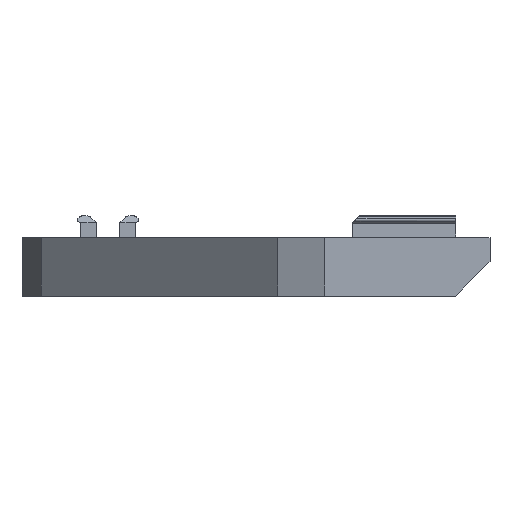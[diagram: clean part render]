
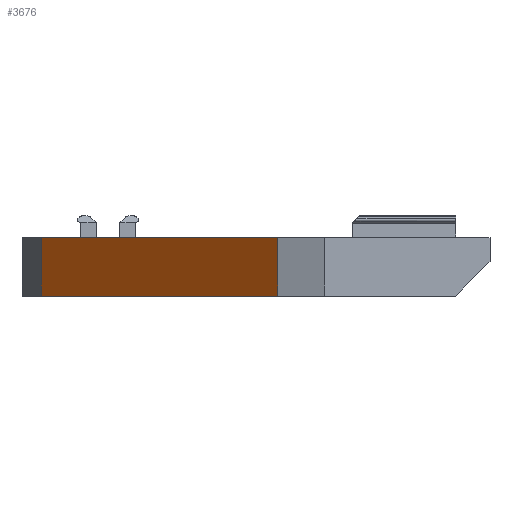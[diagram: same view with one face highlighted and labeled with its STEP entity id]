
A CAD part, front view. The second image highlights one B-rep face of the part: STEP entity #3676.
In plain terms, the highlighted planar face has unit normal (-0.707, -0.707, 0).
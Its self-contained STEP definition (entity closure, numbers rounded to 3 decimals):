
#331=FACE_OUTER_BOUND('',#527,.T.);
#527=EDGE_LOOP('',(#3322,#3323,#3324,#3325));
#561=LINE('',#4796,#1005);
#739=LINE('',#5265,#1183);
#972=LINE('',#6134,#1416);
#973=LINE('',#6136,#1417);
#1005=VECTOR('',#3949,10.);
#1183=VECTOR('',#4209,10.);
#1416=VECTOR('',#4722,10.);
#1417=VECTOR('',#4725,10.);
#1440=VERTEX_POINT('',#4793);
#1441=VERTEX_POINT('',#4795);
#1598=VERTEX_POINT('',#5262);
#1599=VERTEX_POINT('',#5264);
#1787=EDGE_CURVE('',#1440,#1441,#561,.T.);
#1988=EDGE_CURVE('',#1598,#1599,#739,.T.);
#2280=EDGE_CURVE('',#1598,#1441,#972,.T.);
#2281=EDGE_CURVE('',#1599,#1440,#973,.T.);
#3322=ORIENTED_EDGE('',*,*,#2280,.T.);
#3323=ORIENTED_EDGE('',*,*,#1787,.F.);
#3324=ORIENTED_EDGE('',*,*,#2281,.F.);
#3325=ORIENTED_EDGE('',*,*,#1988,.F.);
#3483=PLANE('',#3893);
#3676=ADVANCED_FACE('',(#331),#3483,.T.);
#3893=AXIS2_PLACEMENT_3D('',#6135,#4723,#4724);
#3949=DIRECTION('',(-0.707,0.707,0.));
#4209=DIRECTION('',(0.707,-0.707,0.));
#4722=DIRECTION('',(0.,0.,-1.));
#4723=DIRECTION('center_axis',(-0.707,-0.707,0.));
#4724=DIRECTION('ref_axis',(-0.707,0.707,0.));
#4725=DIRECTION('',(0.,0.,-1.));
#4793=CARTESIAN_POINT('',(44.757,25.914,-80.));
#4795=CARTESIAN_POINT('',(10.414,60.257,-80.));
#4796=CARTESIAN_POINT('',(44.757,25.914,-80.));
#5262=CARTESIAN_POINT('',(10.414,60.257,-71.5));
#5264=CARTESIAN_POINT('',(44.757,25.914,-71.5));
#5265=CARTESIAN_POINT('',(10.414,60.257,-71.5));
#6134=CARTESIAN_POINT('',(10.414,60.257,-78.5));
#6135=CARTESIAN_POINT('Origin',(44.757,25.914,-78.5));
#6136=CARTESIAN_POINT('',(44.757,25.914,-78.5));
